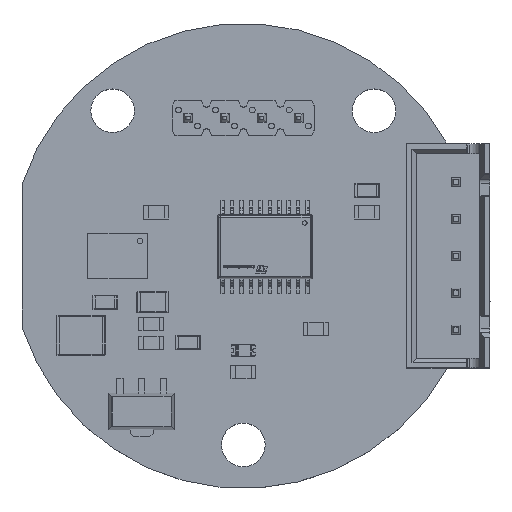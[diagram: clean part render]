
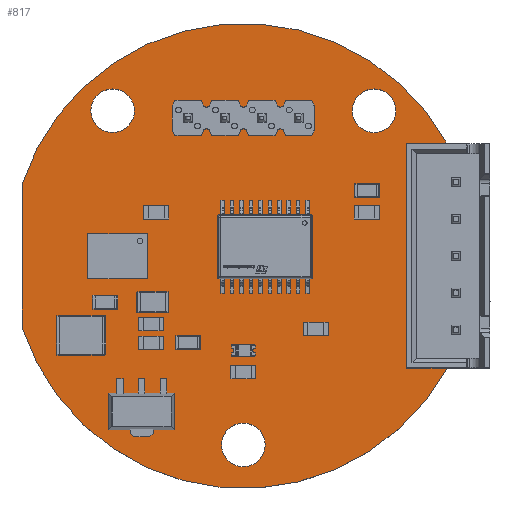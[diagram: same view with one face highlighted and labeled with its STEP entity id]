
A CAD part, top view. The second image highlights one B-rep face of the part: STEP entity #817.
In plain terms, the highlighted planar face has unit normal (0, 0, 1).
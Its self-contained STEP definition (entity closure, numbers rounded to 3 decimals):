
#188 = VERTEX_POINT('',#189);
#189 = CARTESIAN_POINT('',(-15.235,-4.888,1.59));
#195 = EDGE_CURVE('',#188,#196,#198,.T.);
#196 = VERTEX_POINT('',#197);
#197 = CARTESIAN_POINT('',(14.021,-7.707,1.59));
#198 = CIRCLE('',#199,16.);
#199 = AXIS2_PLACEMENT_3D('',#200,#201,#202);
#200 = CARTESIAN_POINT('',(0.,0.,
    1.59));
#201 = DIRECTION('',(0.,0.,1.));
#202 = DIRECTION('',(-0.952,-0.306,0.));
#228 = EDGE_CURVE('',#196,#229,#231,.T.);
#229 = VERTEX_POINT('',#230);
#230 = CARTESIAN_POINT('',(16.929,-7.707,1.59));
#231 = LINE('',#232,#233);
#232 = CARTESIAN_POINT('',(14.021,-7.707,1.59));
#233 = VECTOR('',#234,1.);
#234 = DIRECTION('',(1.,0.,0.));
#259 = EDGE_CURVE('',#229,#260,#262,.T.);
#260 = VERTEX_POINT('',#261);
#261 = CARTESIAN_POINT('',(16.929,7.707,1.59));
#262 = LINE('',#263,#264);
#263 = CARTESIAN_POINT('',(16.929,-7.707,1.59));
#264 = VECTOR('',#265,1.);
#265 = DIRECTION('',(0.,1.,0.));
#290 = EDGE_CURVE('',#260,#291,#293,.T.);
#291 = VERTEX_POINT('',#292);
#292 = CARTESIAN_POINT('',(14.032,7.713,1.59));
#293 = LINE('',#294,#295);
#294 = CARTESIAN_POINT('',(16.929,7.707,1.59));
#295 = VECTOR('',#296,1.);
#296 = DIRECTION('',(-1.,0.002,0.));
#321 = EDGE_CURVE('',#291,#322,#324,.T.);
#322 = VERTEX_POINT('',#323);
#323 = CARTESIAN_POINT('',(-15.235,4.927,1.59));
#324 = CIRCLE('',#325,16.012);
#325 = AXIS2_PLACEMENT_3D('',#326,#327,#328);
#326 = CARTESIAN_POINT('',(0.,0.,
    1.59));
#327 = DIRECTION('',(0.,0.,1.));
#328 = DIRECTION('',(0.876,0.482,-0.));
#354 = EDGE_CURVE('',#322,#188,#355,.T.);
#355 = LINE('',#356,#357);
#356 = CARTESIAN_POINT('',(-15.235,4.927,1.59));
#357 = VECTOR('',#358,1.);
#358 = DIRECTION('',(0.,-1.,0.));
#378 = VERTEX_POINT('',#379);
#379 = CARTESIAN_POINT('',(-7.5,10.,1.59));
#385 = EDGE_CURVE('',#378,#378,#386,.T.);
#386 = CIRCLE('',#387,1.5);
#387 = AXIS2_PLACEMENT_3D('',#388,#389,#390);
#388 = CARTESIAN_POINT('',(-9.,10.,1.59));
#389 = DIRECTION('',(0.,0.,1.));
#390 = DIRECTION('',(1.,0.,-0.));
#411 = VERTEX_POINT('',#412);
#412 = CARTESIAN_POINT('',(1.5,-13.,1.59));
#418 = EDGE_CURVE('',#411,#411,#419,.T.);
#419 = CIRCLE('',#420,1.5);
#420 = AXIS2_PLACEMENT_3D('',#421,#422,#423);
#421 = CARTESIAN_POINT('',(0.,-13.,1.59));
#422 = DIRECTION('',(0.,0.,1.));
#423 = DIRECTION('',(1.,0.,-0.));
#444 = VERTEX_POINT('',#445);
#445 = CARTESIAN_POINT('',(-3.26,9.5,1.59));
#451 = EDGE_CURVE('',#444,#444,#452,.T.);
#452 = CIRCLE('',#453,0.55);
#453 = AXIS2_PLACEMENT_3D('',#454,#455,#456);
#454 = CARTESIAN_POINT('',(-3.81,9.5,1.59));
#455 = DIRECTION('',(0.,0.,1.));
#456 = DIRECTION('',(1.,0.,-0.));
#477 = VERTEX_POINT('',#478);
#478 = CARTESIAN_POINT('',(-0.72,9.5,1.59));
#484 = EDGE_CURVE('',#477,#477,#485,.T.);
#485 = CIRCLE('',#486,0.55);
#486 = AXIS2_PLACEMENT_3D('',#487,#488,#489);
#487 = CARTESIAN_POINT('',(-1.27,9.5,1.59));
#488 = DIRECTION('',(0.,0.,1.));
#489 = DIRECTION('',(1.,0.,-0.));
#510 = VERTEX_POINT('',#511);
#511 = CARTESIAN_POINT('',(4.36,9.5,1.59));
#517 = EDGE_CURVE('',#510,#510,#518,.T.);
#518 = CIRCLE('',#519,0.55);
#519 = AXIS2_PLACEMENT_3D('',#520,#521,#522);
#520 = CARTESIAN_POINT('',(3.81,9.5,1.59));
#521 = DIRECTION('',(0.,0.,1.));
#522 = DIRECTION('',(1.,0.,-0.));
#543 = VERTEX_POINT('',#544);
#544 = CARTESIAN_POINT('',(1.82,9.5,1.59));
#550 = EDGE_CURVE('',#543,#543,#551,.T.);
#551 = CIRCLE('',#552,0.55);
#552 = AXIS2_PLACEMENT_3D('',#553,#554,#555);
#553 = CARTESIAN_POINT('',(1.27,9.5,1.59));
#554 = DIRECTION('',(0.,0.,1.));
#555 = DIRECTION('',(1.,0.,-0.));
#576 = VERTEX_POINT('',#577);
#577 = CARTESIAN_POINT('',(15.1,0.,1.59));
#583 = EDGE_CURVE('',#576,#576,#584,.T.);
#584 = CIRCLE('',#585,0.45);
#585 = AXIS2_PLACEMENT_3D('',#586,#587,#588);
#586 = CARTESIAN_POINT('',(14.65,0.,1.59));
#587 = DIRECTION('',(0.,0.,1.));
#588 = DIRECTION('',(1.,0.,-0.));
#609 = VERTEX_POINT('',#610);
#610 = CARTESIAN_POINT('',(15.1,-5.,1.59));
#616 = EDGE_CURVE('',#609,#609,#617,.T.);
#617 = CIRCLE('',#618,0.45);
#618 = AXIS2_PLACEMENT_3D('',#619,#620,#621);
#619 = CARTESIAN_POINT('',(14.65,-5.,1.59));
#620 = DIRECTION('',(0.,0.,1.));
#621 = DIRECTION('',(1.,0.,-0.));
#642 = VERTEX_POINT('',#643);
#643 = CARTESIAN_POINT('',(15.1,-2.5,1.59));
#649 = EDGE_CURVE('',#642,#642,#650,.T.);
#650 = CIRCLE('',#651,0.45);
#651 = AXIS2_PLACEMENT_3D('',#652,#653,#654);
#652 = CARTESIAN_POINT('',(14.65,-2.5,1.59));
#653 = DIRECTION('',(0.,0.,1.));
#654 = DIRECTION('',(1.,0.,-0.));
#675 = VERTEX_POINT('',#676);
#676 = CARTESIAN_POINT('',(10.5,10.,1.59));
#682 = EDGE_CURVE('',#675,#675,#683,.T.);
#683 = CIRCLE('',#684,1.5);
#684 = AXIS2_PLACEMENT_3D('',#685,#686,#687);
#685 = CARTESIAN_POINT('',(9.,10.,1.59));
#686 = DIRECTION('',(0.,0.,1.));
#687 = DIRECTION('',(1.,0.,-0.));
#708 = VERTEX_POINT('',#709);
#709 = CARTESIAN_POINT('',(15.1,2.5,1.59));
#715 = EDGE_CURVE('',#708,#708,#716,.T.);
#716 = CIRCLE('',#717,0.45);
#717 = AXIS2_PLACEMENT_3D('',#718,#719,#720);
#718 = CARTESIAN_POINT('',(14.65,2.5,1.59));
#719 = DIRECTION('',(0.,0.,1.));
#720 = DIRECTION('',(1.,0.,-0.));
#741 = VERTEX_POINT('',#742);
#742 = CARTESIAN_POINT('',(15.1,5.,1.59));
#748 = EDGE_CURVE('',#741,#741,#749,.T.);
#749 = CIRCLE('',#750,0.45);
#750 = AXIS2_PLACEMENT_3D('',#751,#752,#753);
#751 = CARTESIAN_POINT('',(14.65,5.,1.59));
#752 = DIRECTION('',(0.,0.,1.));
#753 = DIRECTION('',(1.,0.,-0.));
#817 = ADVANCED_FACE('',(#818,#826,#829,#832,#835,#838,#841,#844,#847,
    #850,#853,#856,#859),#862,.T.);
#818 = FACE_BOUND('',#819,.T.);
#819 = EDGE_LOOP('',(#820,#821,#822,#823,#824,#825));
#820 = ORIENTED_EDGE('',*,*,#195,.T.);
#821 = ORIENTED_EDGE('',*,*,#228,.T.);
#822 = ORIENTED_EDGE('',*,*,#259,.T.);
#823 = ORIENTED_EDGE('',*,*,#290,.T.);
#824 = ORIENTED_EDGE('',*,*,#321,.T.);
#825 = ORIENTED_EDGE('',*,*,#354,.T.);
#826 = FACE_BOUND('',#827,.T.);
#827 = EDGE_LOOP('',(#828));
#828 = ORIENTED_EDGE('',*,*,#385,.F.);
#829 = FACE_BOUND('',#830,.T.);
#830 = EDGE_LOOP('',(#831));
#831 = ORIENTED_EDGE('',*,*,#418,.F.);
#832 = FACE_BOUND('',#833,.T.);
#833 = EDGE_LOOP('',(#834));
#834 = ORIENTED_EDGE('',*,*,#451,.F.);
#835 = FACE_BOUND('',#836,.T.);
#836 = EDGE_LOOP('',(#837));
#837 = ORIENTED_EDGE('',*,*,#484,.F.);
#838 = FACE_BOUND('',#839,.T.);
#839 = EDGE_LOOP('',(#840));
#840 = ORIENTED_EDGE('',*,*,#517,.F.);
#841 = FACE_BOUND('',#842,.T.);
#842 = EDGE_LOOP('',(#843));
#843 = ORIENTED_EDGE('',*,*,#550,.F.);
#844 = FACE_BOUND('',#845,.T.);
#845 = EDGE_LOOP('',(#846));
#846 = ORIENTED_EDGE('',*,*,#583,.F.);
#847 = FACE_BOUND('',#848,.T.);
#848 = EDGE_LOOP('',(#849));
#849 = ORIENTED_EDGE('',*,*,#616,.F.);
#850 = FACE_BOUND('',#851,.T.);
#851 = EDGE_LOOP('',(#852));
#852 = ORIENTED_EDGE('',*,*,#649,.F.);
#853 = FACE_BOUND('',#854,.T.);
#854 = EDGE_LOOP('',(#855));
#855 = ORIENTED_EDGE('',*,*,#682,.F.);
#856 = FACE_BOUND('',#857,.T.);
#857 = EDGE_LOOP('',(#858));
#858 = ORIENTED_EDGE('',*,*,#715,.F.);
#859 = FACE_BOUND('',#860,.T.);
#860 = EDGE_LOOP('',(#861));
#861 = ORIENTED_EDGE('',*,*,#748,.F.);
#862 = PLANE('',#863);
#863 = AXIS2_PLACEMENT_3D('',#864,#865,#866);
#864 = CARTESIAN_POINT('',(1.14,0.007,1.59)
  );
#865 = DIRECTION('',(0.,0.,1.));
#866 = DIRECTION('',(1.,0.,-0.));
